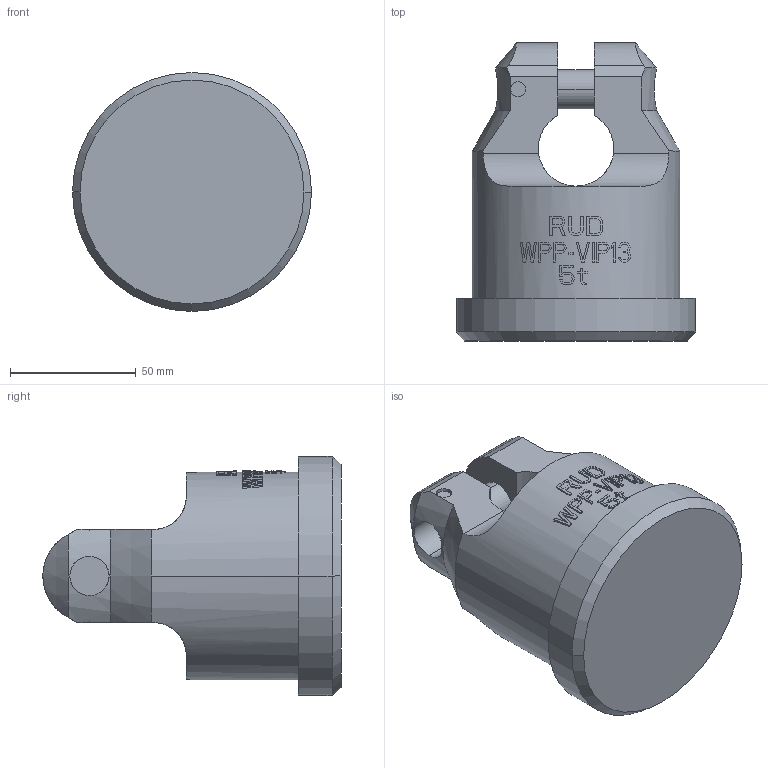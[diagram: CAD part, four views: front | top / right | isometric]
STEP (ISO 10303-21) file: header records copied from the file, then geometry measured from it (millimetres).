
FILE_DESCRIPTION((''),'2;1');
FILE_NAME('001-M31444-P02_ASM','2004-10-11T',('Haas'),(''),'PRO/ENGINEER BY PARAMETRIC TECHNOLOGY CORPORATION, 2003450','PRO/ENGINEER BY PARAMETRIC TECHNOLOGY CORPORATION, 2003450','');
FILE_SCHEMA(('CONFIG_CONTROL_DESIGN'));
Length unit declared in the file: millimetre
Products named in the file (3): 001-M31444-006; 001-M31444-011; 001-M31444-P02_ASM
Assembly tree (2 placements, depth 2):
  001-M31444-P02_ASM
    001-M31444-006
    001-M31444-011
Bounding box: 95 x 118.5 x 95 mm (x, y, z)
Volume: 452960.6 mm3; surface area: 54002.9 mm2
Topology: 2 solids, 2 shells, 368 faces, 1019 edges, 678 vertices
Faces by surface type: plane 320, cylinder 42, cone 6
Entity records: 11939 total; most frequent: CARTESIAN_POINT 3045, ORIENTED_EDGE 2038, DIRECTION 1537, EDGE_CURVE 1019, VERTEX_POINT 678, AXIS2_PLACEMENT_3D 541, VECTOR 455, LINE 455
